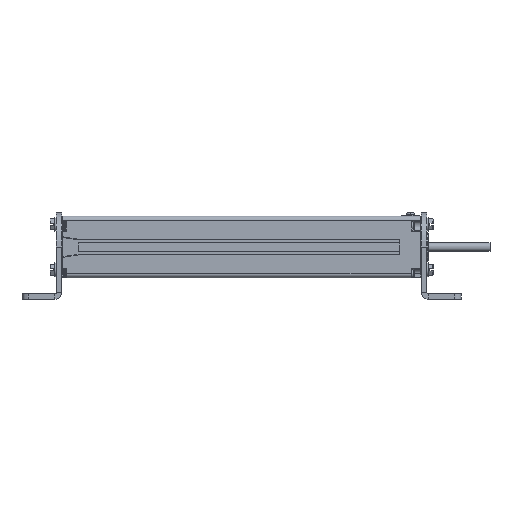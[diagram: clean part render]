
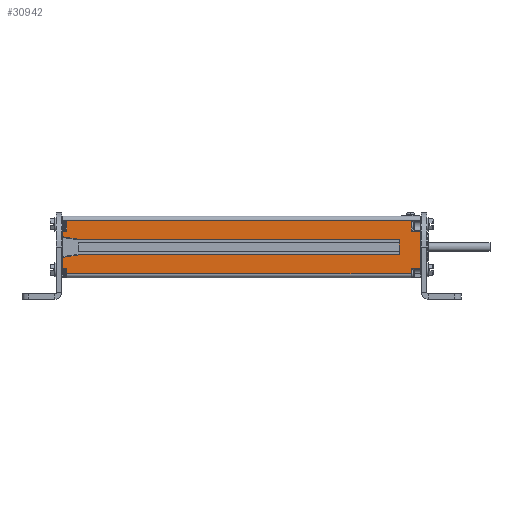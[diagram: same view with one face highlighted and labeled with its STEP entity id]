
A CAD part, left-side view. The second image highlights one B-rep face of the part: STEP entity #30942.
In plain terms, the highlighted planar face has unit normal (-1, 0, 0).
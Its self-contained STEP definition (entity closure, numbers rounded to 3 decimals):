
#1=CARTESIAN_POINT('',(-18.,0.,16.744));
#13=DIRECTION('',(0.,0.,-1.));
#14=VECTOR('',#13,0.506);
#15=CARTESIAN_POINT('',(-18.,0.,17.25));
#16=LINE('',#15,#14);
#17=DIRECTION('',(0.,0.989,-0.15));
#18=VECTOR('',#17,11.632);
#19=CARTESIAN_POINT('',(-18.,0.,16.744));
#20=LINE('',#19,#18);
#43=DIRECTION('',(0.,-1.,0.));
#44=VECTOR('',#43,234.);
#45=CARTESIAN_POINT('',(-18.,0.,17.25));
#46=LINE('',#45,#44);
#47=DIRECTION('',(0.,-1.,0.));
#48=VECTOR('',#47,234.);
#49=CARTESIAN_POINT('',(-18.,0.,27.75));
#50=LINE('',#49,#48);
#55=DIRECTION('',(0.,1.,0.));
#56=VECTOR('',#55,261.);
#57=CARTESIAN_POINT('',(-18.,-249.5,42.));
#58=LINE('',#57,#56);
#139=DIRECTION('',(0.,-1.,0.));
#140=VECTOR('',#139,251.);
#141=CARTESIAN_POINT('',(-18.,8.5,3.));
#142=LINE('',#141,#140);
#687=DIRECTION('',(0.,0.,1.));
#688=VECTOR('',#687,3.905);
#689=CARTESIAN_POINT('',(-18.,-242.5,3.));
#690=LINE('',#689,#688);
#695=DIRECTION('',(0.,-1.,0.));
#696=VECTOR('',#695,7.);
#697=CARTESIAN_POINT('',(-18.,-242.5,6.905));
#698=LINE('',#697,#696);
#828=DIRECTION('',(0.,1.,0.));
#829=VECTOR('',#828,7.);
#830=CARTESIAN_POINT('',(-18.,-249.5,34.095));
#831=LINE('',#830,#829);
#850=DIRECTION('',(0.,0.,-1.));
#851=VECTOR('',#850,27.19);
#852=CARTESIAN_POINT('',(-18.,-249.5,34.095));
#853=LINE('',#852,#851);
#890=DIRECTION('',(0.,0.,1.));
#891=VECTOR('',#890,7.81);
#892=CARTESIAN_POINT('',(-18.,-242.5,34.095));
#893=LINE('',#892,#891);
#1329=DIRECTION('',(0.,-1.,0.));
#1330=VECTOR('',#1329,7.);
#1331=CARTESIAN_POINT('',(-18.,-242.5,41.905));
#1332=LINE('',#1331,#1330);
#1342=DIRECTION('',(0.,0.,-1.));
#1343=VECTOR('',#1342,0.095);
#1344=CARTESIAN_POINT('',(-18.,-249.5,42.));
#1345=LINE('',#1344,#1343);
#3682=DIRECTION('',(0.,0.,1.));
#3683=VECTOR('',#3682,4.092);
#3684=CARTESIAN_POINT('',(-18.,11.5,30.003));
#3685=LINE('',#3684,#3683);
#3718=DIRECTION('',(0.,-0.989,-0.15));
#3719=VECTOR('',#3718,11.632);
#3720=CARTESIAN_POINT('',(-18.,11.5,30.003));
#3721=LINE('',#3720,#3719);
#3722=CARTESIAN_POINT('',(-18.,0.,28.256));
#3730=DIRECTION('',(0.,0.,-1.));
#3731=VECTOR('',#3730,0.506);
#3732=CARTESIAN_POINT('',(-18.,0.,28.256));
#3733=LINE('',#3732,#3731);
#3754=DIRECTION('',(0.,0.,1.));
#3755=VECTOR('',#3754,10.5);
#3756=CARTESIAN_POINT('',(-18.,-234.,17.25));
#3757=LINE('',#3756,#3755);
#3784=DIRECTION('',(0.,0.,1.));
#3785=VECTOR('',#3784,8.092);
#3786=CARTESIAN_POINT('',(-18.,11.5,6.905));
#3787=LINE('',#3786,#3785);
#3824=DIRECTION('',(0.,-1.,0.));
#3825=VECTOR('',#3824,3.);
#3826=CARTESIAN_POINT('',(-18.,11.5,6.905));
#3827=LINE('',#3826,#3825);
#3859=DIRECTION('',(0.,0.,-1.));
#3860=VECTOR('',#3859,3.905);
#3861=CARTESIAN_POINT('',(-18.,8.5,6.905));
#3862=LINE('',#3861,#3860);
#14676=DIRECTION('',(0.,0.,1.));
#14677=VECTOR('',#14676,0.095);
#14678=CARTESIAN_POINT('',(-18.,11.5,41.905));
#14679=LINE('',#14678,#14677);
#14694=DIRECTION('',(0.,-1.,0.));
#14695=VECTOR('',#14694,3.);
#14696=CARTESIAN_POINT('',(-18.,11.5,41.905));
#14697=LINE('',#14696,#14695);
#15120=DIRECTION('',(0.,0.,-1.));
#15121=VECTOR('',#15120,7.81);
#15122=CARTESIAN_POINT('',(-18.,8.5,41.905));
#15123=LINE('',#15122,#15121);
#15159=DIRECTION('',(0.,1.,0.));
#15160=VECTOR('',#15159,3.);
#15161=CARTESIAN_POINT('',(-18.,8.5,34.095));
#15162=LINE('',#15161,#15160);
#26033=CARTESIAN_POINT('',(-18.,11.5,41.905));
#26034=CARTESIAN_POINT('',(-18.,8.5,41.905));
#26035=VERTEX_POINT('',#26033);
#26036=VERTEX_POINT('',#26034);
#26037=CARTESIAN_POINT('',(-18.,8.5,34.095));
#26038=VERTEX_POINT('',#26037);
#26039=CARTESIAN_POINT('',(-18.,11.5,34.095));
#26040=VERTEX_POINT('',#26039);
#26049=CARTESIAN_POINT('',(-18.,11.5,6.905));
#26050=CARTESIAN_POINT('',(-18.,8.5,6.905));
#26051=VERTEX_POINT('',#26049);
#26052=VERTEX_POINT('',#26050);
#26053=CARTESIAN_POINT('',(-18.,8.5,3.));
#26054=VERTEX_POINT('',#26053);
#26163=CARTESIAN_POINT('',(-18.,11.5,42.));
#26164=VERTEX_POINT('',#26163);
#26196=CARTESIAN_POINT('',(-18.,11.5,30.));
#26198=VERTEX_POINT('',#26196);
#26207=CARTESIAN_POINT('',(-18.,11.5,15.));
#26208=VERTEX_POINT('',#26207);
#26271=VERTEX_POINT('',#3722);
#26272=VERTEX_POINT('',#1);
#26357=CARTESIAN_POINT('',(-18.,0.,17.25));
#26358=VERTEX_POINT('',#26357);
#26359=CARTESIAN_POINT('',(-18.,0.,27.75));
#26360=VERTEX_POINT('',#26359);
#27865=CARTESIAN_POINT('',(-18.,-242.5,3.));
#27866=VERTEX_POINT('',#27865);
#27867=CARTESIAN_POINT('',(-18.,-242.5,6.905));
#27868=VERTEX_POINT('',#27867);
#27869=CARTESIAN_POINT('',(-18.,-249.5,6.905));
#27870=VERTEX_POINT('',#27869);
#27879=CARTESIAN_POINT('',(-18.,-249.5,34.095));
#27880=CARTESIAN_POINT('',(-18.,-242.5,34.095));
#27881=VERTEX_POINT('',#27879);
#27882=VERTEX_POINT('',#27880);
#27883=CARTESIAN_POINT('',(-18.,-242.5,41.905));
#27884=VERTEX_POINT('',#27883);
#27885=CARTESIAN_POINT('',(-18.,-249.5,41.905));
#27886=VERTEX_POINT('',#27885);
#27939=CARTESIAN_POINT('',(-18.,-249.5,42.));
#27940=VERTEX_POINT('',#27939);
#28035=CARTESIAN_POINT('',(-18.,-234.,17.25));
#28036=VERTEX_POINT('',#28035);
#28037=CARTESIAN_POINT('',(-18.,-234.,27.75));
#28038=VERTEX_POINT('',#28037);
#30889=CARTESIAN_POINT('',(-18.,0.,42.));
#30890=DIRECTION('',(-1.,0.,0.));
#30891=DIRECTION('',(0.,0.,-1.));
#30892=AXIS2_PLACEMENT_3D('',#30889,#30890,#30891);
#30893=PLANE('',#30892);
#30895=ORIENTED_EDGE('',*,*,#30894,.F.);
#30897=ORIENTED_EDGE('',*,*,#30896,.T.);
#30899=ORIENTED_EDGE('',*,*,#30898,.F.);
#30901=ORIENTED_EDGE('',*,*,#30900,.F.);
#30903=ORIENTED_EDGE('',*,*,#30902,.F.);
#30905=ORIENTED_EDGE('',*,*,#30904,.T.);
#30907=ORIENTED_EDGE('',*,*,#30906,.F.);
#30909=ORIENTED_EDGE('',*,*,#30908,.F.);
#30911=ORIENTED_EDGE('',*,*,#30910,.F.);
#30913=ORIENTED_EDGE('',*,*,#30912,.F.);
#30915=ORIENTED_EDGE('',*,*,#30914,.F.);
#30917=ORIENTED_EDGE('',*,*,#30916,.T.);
#30918=ORIENTED_EDGE('',*,*,#30880,.F.);
#30919=ORIENTED_EDGE('',*,*,#30869,.F.);
#30921=ORIENTED_EDGE('',*,*,#30920,.T.);
#30923=ORIENTED_EDGE('',*,*,#30922,.T.);
#30925=ORIENTED_EDGE('',*,*,#30924,.F.);
#30927=ORIENTED_EDGE('',*,*,#30926,.F.);
#30929=ORIENTED_EDGE('',*,*,#30928,.F.);
#30931=ORIENTED_EDGE('',*,*,#30930,.T.);
#30933=ORIENTED_EDGE('',*,*,#30932,.F.);
#30935=ORIENTED_EDGE('',*,*,#30934,.F.);
#30937=ORIENTED_EDGE('',*,*,#30936,.F.);
#30939=ORIENTED_EDGE('',*,*,#30938,.T.);
#30940=EDGE_LOOP('',(#30895,#30897,#30899,#30901,#30903,#30905,#30907,#30909,
#30911,#30913,#30915,#30917,#30918,#30919,#30921,#30923,#30925,#30927,#30929,
#30931,#30933,#30935,#30937,#30939));
#30941=FACE_OUTER_BOUND('',#30940,.F.);
#30942=ADVANCED_FACE('',(#30941),#30893,.T.);
#30869=EDGE_CURVE('',#26358,#26272,#16,.T.);
#30880=EDGE_CURVE('',#26272,#26208,#20,.T.);
#30894=EDGE_CURVE('',#27940,#26164,#58,.T.);
#30896=EDGE_CURVE('',#27940,#27886,#1345,.T.);
#30898=EDGE_CURVE('',#27884,#27886,#1332,.T.);
#30900=EDGE_CURVE('',#27882,#27884,#893,.T.);
#30902=EDGE_CURVE('',#27881,#27882,#831,.T.);
#30904=EDGE_CURVE('',#27881,#27870,#853,.T.);
#30906=EDGE_CURVE('',#27868,#27870,#698,.T.);
#30908=EDGE_CURVE('',#27866,#27868,#690,.T.);
#30910=EDGE_CURVE('',#26054,#27866,#142,.T.);
#30912=EDGE_CURVE('',#26052,#26054,#3862,.T.);
#30914=EDGE_CURVE('',#26051,#26052,#3827,.T.);
#30916=EDGE_CURVE('',#26051,#26208,#3787,.T.);
#30920=EDGE_CURVE('',#26358,#28036,#46,.T.);
#30922=EDGE_CURVE('',#28036,#28038,#3757,.T.);
#30924=EDGE_CURVE('',#26360,#28038,#50,.T.);
#30926=EDGE_CURVE('',#26271,#26360,#3733,.T.);
#30928=EDGE_CURVE('',#26198,#26271,#3721,.T.);
#30930=EDGE_CURVE('',#26198,#26040,#3685,.T.);
#30932=EDGE_CURVE('',#26038,#26040,#15162,.T.);
#30934=EDGE_CURVE('',#26036,#26038,#15123,.T.);
#30936=EDGE_CURVE('',#26035,#26036,#14697,.T.);
#30938=EDGE_CURVE('',#26035,#26164,#14679,.T.);
